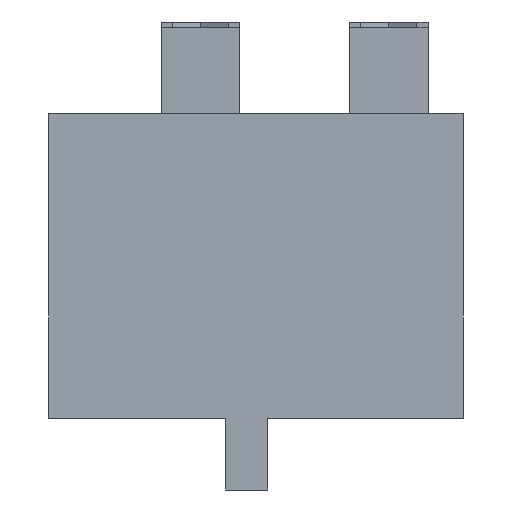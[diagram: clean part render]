
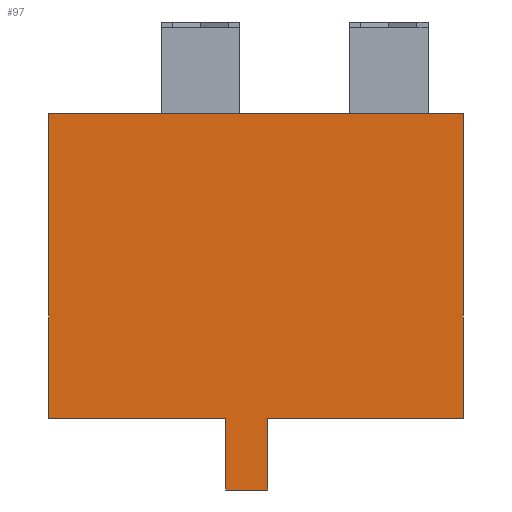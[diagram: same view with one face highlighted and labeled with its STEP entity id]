
A CAD part, front view. The second image highlights one B-rep face of the part: STEP entity #97.
In plain terms, the highlighted planar face has unit normal (0, -1, 0).
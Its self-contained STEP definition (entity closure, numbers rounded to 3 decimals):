
#97=ADVANCED_FACE('',(#161),#129,.F.);
#129=PLANE('',#736);
#161=FACE_OUTER_BOUND('',#193,.T.);
#193=EDGE_LOOP('',(#239,#240,#241,#242,#243,#244,#245,#246));
#239=ORIENTED_EDGE('',*,*,#478,.T.);
#240=ORIENTED_EDGE('',*,*,#479,.F.);
#241=ORIENTED_EDGE('',*,*,#480,.F.);
#242=ORIENTED_EDGE('',*,*,#481,.T.);
#243=ORIENTED_EDGE('',*,*,#482,.T.);
#244=ORIENTED_EDGE('',*,*,#483,.F.);
#245=ORIENTED_EDGE('',*,*,#484,.F.);
#246=ORIENTED_EDGE('',*,*,#470,.T.);
#410=VERTEX_POINT('',#938);
#411=VERTEX_POINT('',#940);
#417=VERTEX_POINT('',#955);
#418=VERTEX_POINT('',#957);
#419=VERTEX_POINT('',#959);
#420=VERTEX_POINT('',#961);
#421=VERTEX_POINT('',#963);
#422=VERTEX_POINT('',#965);
#470=EDGE_CURVE('',#411,#410,#560,.T.);
#478=EDGE_CURVE('',#410,#417,#568,.T.);
#479=EDGE_CURVE('',#418,#417,#569,.T.);
#480=EDGE_CURVE('',#419,#418,#570,.T.);
#481=EDGE_CURVE('',#419,#420,#571,.T.);
#482=EDGE_CURVE('',#420,#421,#572,.T.);
#483=EDGE_CURVE('',#422,#421,#573,.T.);
#484=EDGE_CURVE('',#411,#422,#574,.T.);
#560=LINE('',#939,#650);
#568=LINE('',#954,#658);
#569=LINE('',#956,#659);
#570=LINE('',#958,#660);
#571=LINE('',#960,#661);
#572=LINE('',#962,#662);
#573=LINE('',#964,#663);
#574=LINE('',#966,#664);
#650=VECTOR('',#777,1.);
#658=VECTOR('',#787,1.);
#659=VECTOR('',#788,1.);
#660=VECTOR('',#789,1.);
#661=VECTOR('',#790,1.);
#662=VECTOR('',#791,1.);
#663=VECTOR('',#792,1.);
#664=VECTOR('',#793,1.);
#736=AXIS2_PLACEMENT_3D('',#967,#794,#795);
#777=DIRECTION('',(-1.,0.,0.));
#787=DIRECTION('',(0.,0.,-1.));
#788=DIRECTION('',(-1.,0.,0.));
#789=DIRECTION('',(0.,0.,1.));
#790=DIRECTION('',(1.,0.,0.));
#791=DIRECTION('',(0.,0.,1.));
#792=DIRECTION('',(-1.,0.,0.));
#793=DIRECTION('',(0.,0.,-1.));
#794=DIRECTION('',(0.,1.,0.));
#795=DIRECTION('',(0.,0.,1.));
#938=CARTESIAN_POINT('',(-26.45,33.7,29.));
#939=CARTESIAN_POINT('',(11.05,33.7,29.));
#940=CARTESIAN_POINT('',(11.05,33.7,29.));
#954=CARTESIAN_POINT('',(-26.45,33.7,29.));
#955=CARTESIAN_POINT('',(-26.45,33.7,1.5));
#956=CARTESIAN_POINT('',(11.05,33.7,1.5));
#957=CARTESIAN_POINT('',(-10.45,33.7,1.5));
#958=CARTESIAN_POINT('',(-10.45,33.7,-5.));
#959=CARTESIAN_POINT('',(-10.45,33.7,-5.));
#960=CARTESIAN_POINT('',(-10.45,33.7,-5.));
#961=CARTESIAN_POINT('',(-6.65,33.7,-5.));
#962=CARTESIAN_POINT('',(-6.65,33.7,-5.));
#963=CARTESIAN_POINT('',(-6.65,33.7,1.5));
#964=CARTESIAN_POINT('',(11.05,33.7,1.5));
#965=CARTESIAN_POINT('',(11.05,33.7,1.5));
#966=CARTESIAN_POINT('',(11.05,33.7,29.));
#967=CARTESIAN_POINT('',(11.05,33.7,29.));
